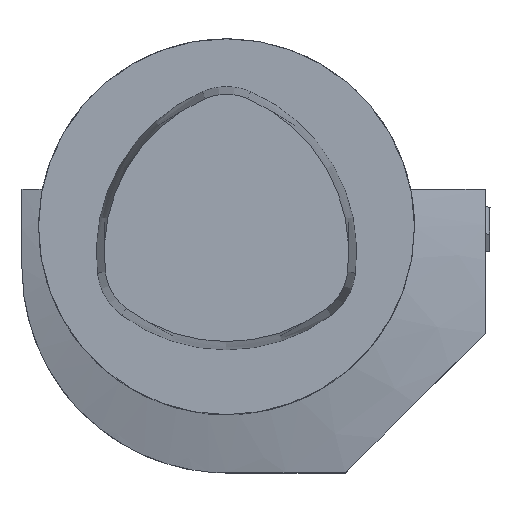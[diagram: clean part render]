
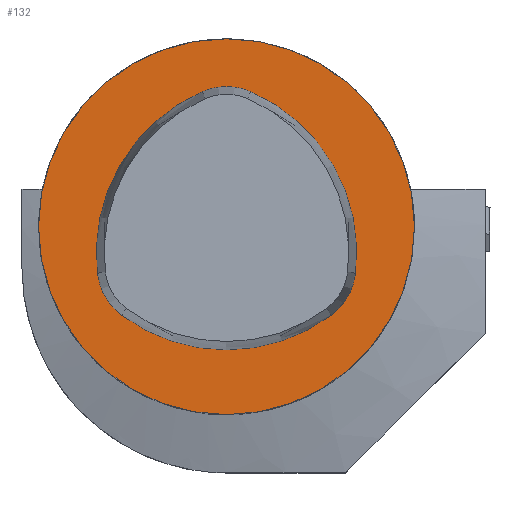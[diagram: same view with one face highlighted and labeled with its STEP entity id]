
A CAD part, top view. The second image highlights one B-rep face of the part: STEP entity #132.
In plain terms, the highlighted planar face has unit normal (0, 0, 1).
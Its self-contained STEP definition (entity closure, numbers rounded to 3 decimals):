
#97=CIRCLE('',#1046,25.);
#132=ADVANCED_FACE('',(#227),#182,.T.);
#182=PLANE('',#1052);
#227=FACE_OUTER_BOUND('',#286,.T.);
#286=EDGE_LOOP('',(#465));
#465=ORIENTED_EDGE('',*,*,#757,.T.);
#645=VERTEX_POINT('',#1601);
#757=EDGE_CURVE('',#645,#645,#97,.T.);
#1046=AXIS2_PLACEMENT_3D('',#1600,#1236,#1237);
#1052=AXIS2_PLACEMENT_3D('',#1619,#1252,#1253);
#1236=DIRECTION('',(0.,0.,1.));
#1237=DIRECTION('',(1.,0.,0.));
#1252=DIRECTION('',(0.,0.,1.));
#1253=DIRECTION('',(1.,0.,0.));
#1600=CARTESIAN_POINT('',(0.,0.,0.));
#1601=CARTESIAN_POINT('',(25.,0.,0.));
#1619=CARTESIAN_POINT('',(0.,0.,0.));
